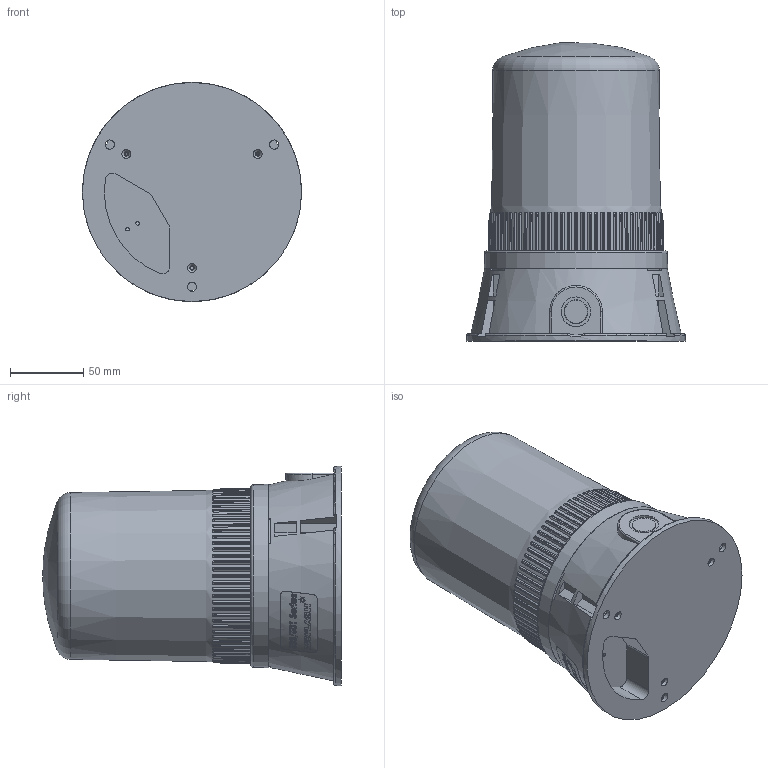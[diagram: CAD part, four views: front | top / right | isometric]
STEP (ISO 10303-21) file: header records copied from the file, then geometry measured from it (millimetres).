
FILE_DESCRIPTION (( 'STEP AP214' ), '1' );
FILE_NAME ('Moflash 500-501 Series.STEP', '2016-03-14T09:28:14', ( '' ), ( '' ), 'SwSTEP 2.0', 'SolidWorks 2015', '' );
FILE_SCHEMA (( 'AUTOMOTIVE_DESIGN' ));
Length unit declared in the file: millimetre
Products named in the file (1): Moflash 500-501 Series
Bounding box: 150 x 204.38 x 150 mm (x, y, z)
Volume: 346135.6 mm3; surface area: 231968.1 mm2
Topology: 3 solids, 3 shells, 1216 faces, 3150 edges, 1903 vertices
Faces by surface type: plane 532, bspline 475, cone 122, cylinder 59, torus 26, sphere 2
Full cylindrical faces by diameter (mm): 2 x3, 2.4 x2, 3 x3, 5 x3, 6.3 x3, 20.3 x1, 112.5 x1, 116.1 x1, 116.5 x1, 150 x1
Entity records: 91004 total; most frequent: CARTESIAN_POINT 53100, ORIENTED_EDGE 6018, DIRECTION 3508, EDGE_CURVE 3009, VERTEX_POINT 1877, B_SPLINE_CURVE_WITH_KNOTS 1529, EDGE_LOOP 1318, AXIS2_PLACEMENT_3D 1286
